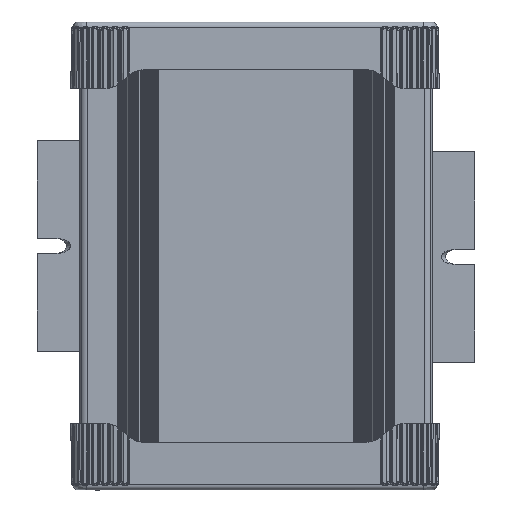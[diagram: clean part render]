
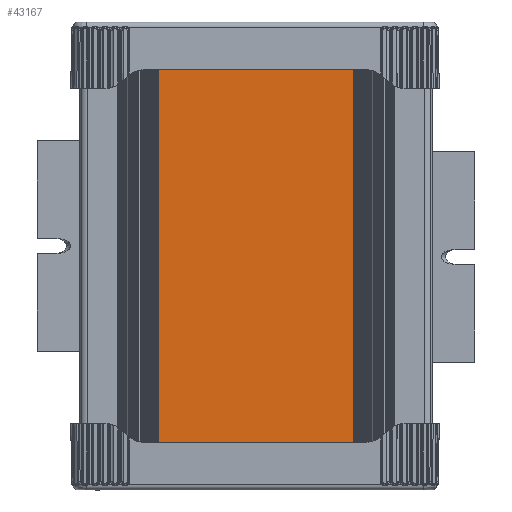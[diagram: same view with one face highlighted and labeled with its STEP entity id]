
A CAD part, front view. The second image highlights one B-rep face of the part: STEP entity #43167.
In plain terms, the highlighted planar face has unit normal (0, -1, 0).
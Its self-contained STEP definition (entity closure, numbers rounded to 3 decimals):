
#3900 = CARTESIAN_POINT ( 'NONE',  ( -36.275, -16.808, 80.25 ) ) ;
#6049 = LINE ( 'NONE', #3900, #18905 ) ;
#6178 = LINE ( 'NONE', #40539, #42997 ) ;
#6615 = VERTEX_POINT ( 'NONE', #19905 ) ;
#7264 = VERTEX_POINT ( 'NONE', #31582 ) ;
#8205 = DIRECTION ( 'NONE',  ( 1., 0., 0. ) ) ;
#10152 = EDGE_CURVE ( 'NONE', #7264, #6615, #6049, .T. ) ;
#10331 = EDGE_CURVE ( 'NONE', #48418, #24258, #47997, .T. ) ;
#10578 = DIRECTION ( 'NONE',  ( 0., 0., -1. ) ) ;
#12540 = CARTESIAN_POINT ( 'NONE',  ( -36.275, -16.808, 80.25 ) ) ;
#12722 = VECTOR ( 'NONE', #8205, 1000. ) ;
#13576 = DIRECTION ( 'NONE',  ( 0., 0., -1. ) ) ;
#13909 = EDGE_LOOP ( 'NONE', ( #20815, #21627, #38627, #20004 ) ) ;
#16771 = EDGE_CURVE ( 'NONE', #6615, #24258, #6178, .T. ) ;
#18905 = VECTOR ( 'NONE', #13576, 1000. ) ;
#19905 = CARTESIAN_POINT ( 'NONE',  ( -36.275, -16.808, -80.25 ) ) ;
#20004 = ORIENTED_EDGE ( 'NONE', *, *, #10152, .T. ) ;
#20815 = ORIENTED_EDGE ( 'NONE', *, *, #16771, .T. ) ;
#21627 = ORIENTED_EDGE ( 'NONE', *, *, #10331, .F. ) ;
#22229 = DIRECTION ( 'NONE',  ( 0., 1., 0. ) ) ;
#24258 = VERTEX_POINT ( 'NONE', #27080 ) ;
#27080 = CARTESIAN_POINT ( 'NONE',  ( 37.042, -16.808, -80.25 ) ) ;
#31582 = CARTESIAN_POINT ( 'NONE',  ( -36.275, -16.808, 80.25 ) ) ;
#31966 = AXIS2_PLACEMENT_3D ( 'NONE', #12540, #22229, #55599 ) ;
#32400 = CARTESIAN_POINT ( 'NONE',  ( -36.275, -16.808, 80.25 ) ) ;
#34163 = FACE_OUTER_BOUND ( 'NONE', #13909, .T. ) ;
#34550 = CARTESIAN_POINT ( 'NONE',  ( 37.042, -16.808, 80.25 ) ) ;
#37988 = EDGE_CURVE ( 'NONE', #7264, #48418, #50927, .T. ) ;
#38627 = ORIENTED_EDGE ( 'NONE', *, *, #37988, .F. ) ;
#40539 = CARTESIAN_POINT ( 'NONE',  ( -36.275, -16.808, -80.25 ) ) ;
#41305 = PLANE ( 'NONE',  #31966 ) ;
#42997 = VECTOR ( 'NONE', #45262, 1000. ) ;
#43167 = ADVANCED_FACE ( 'NONE', ( #34163 ), #41305, .F. ) ;
#44520 = CARTESIAN_POINT ( 'NONE',  ( 37.042, -16.808, 80.25 ) ) ;
#45262 = DIRECTION ( 'NONE',  ( 1., 0., 0. ) ) ;
#47997 = LINE ( 'NONE', #34550, #60619 ) ;
#48418 = VERTEX_POINT ( 'NONE', #44520 ) ;
#50927 = LINE ( 'NONE', #32400, #12722 ) ;
#55599 = DIRECTION ( 'NONE',  ( 0., 0., 1. ) ) ;
#60619 = VECTOR ( 'NONE', #10578, 1000. ) ;
